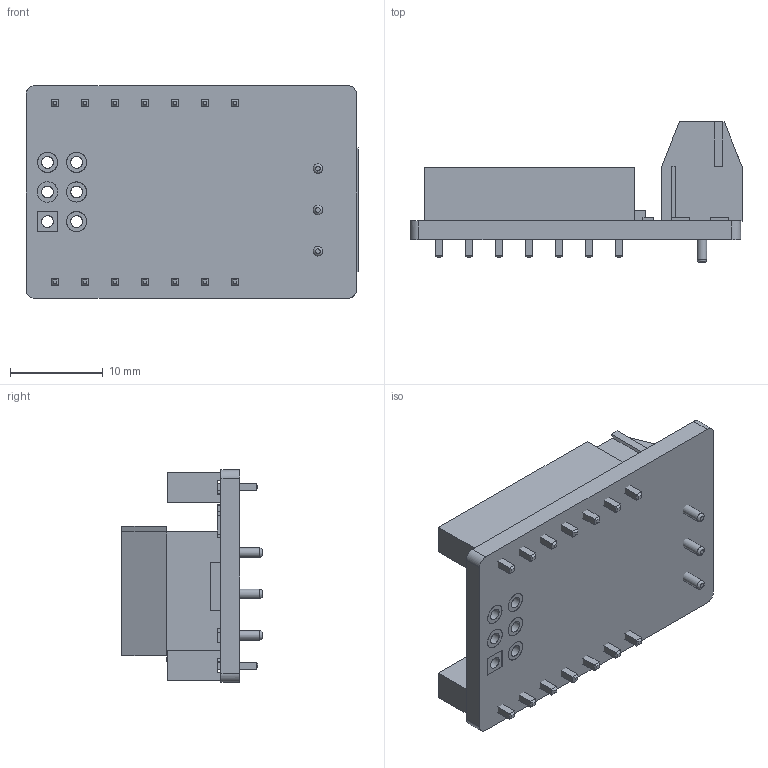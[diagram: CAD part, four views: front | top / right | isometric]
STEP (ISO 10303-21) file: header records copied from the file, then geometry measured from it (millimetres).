
FILE_DESCRIPTION(('FreeCAD Model'),'2;1');
FILE_NAME('Open CASCADE Shape Model','2025-04-30T05:22:24',('FreeCAD'),( 'FreeCAD'),'Open CASCADE STEP processor 7.6','FreeCAD','Unknown');
FILE_SCHEMA(('AUTOMOTIVE_DESIGN { 1 0 10303 214 1 1 1 1 }'));
Length unit declared in the file: millimetre
Products named in the file (1): Open CASCADE STEP translator 7.6 1
Bounding box: 35.72 x 15.11 x 22.86 mm (x, y, z)
Volume: 3398.9 mm3; surface area: 5144.5 mm2
Topology: 30 solids, 30 shells, 594 faces, 1380 edges, 872 vertices
Faces by surface type: bspline 594
Entity records: 16054 total; most frequent: CARTESIAN_POINT 7273, ORIENTED_EDGE 2760, EDGE_CURVE 1380, B_SPLINE_CURVE_WITH_KNOTS 1232, VERTEX_POINT 872, FACE_BOUND 668, EDGE_LOOP 668, ADVANCED_FACE 594
